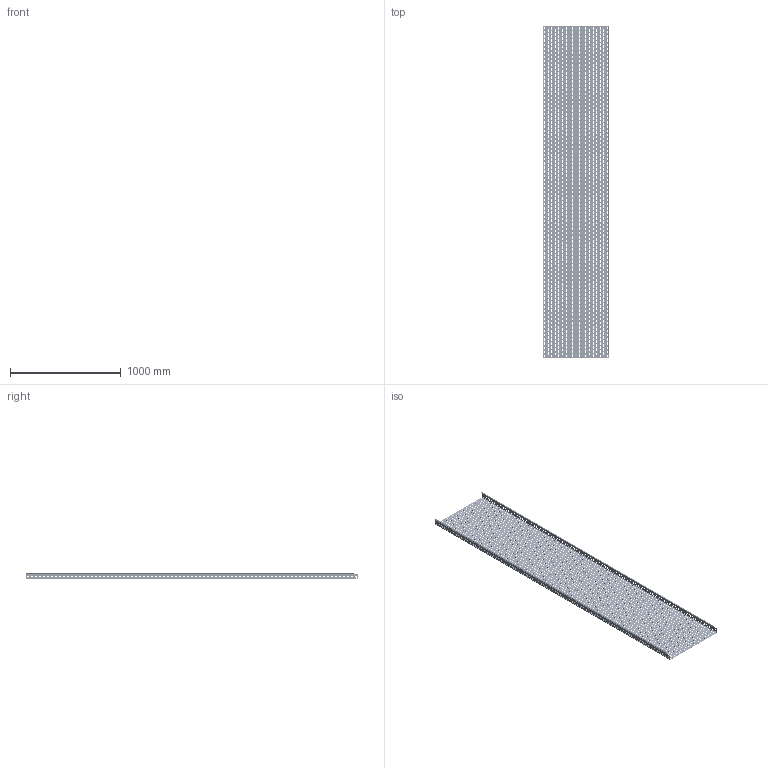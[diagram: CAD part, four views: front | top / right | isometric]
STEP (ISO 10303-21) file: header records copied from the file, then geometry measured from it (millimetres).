
FILE_DESCRIPTION(/* description */ (''),/* implementation_level */ '2;1');
FILE_NAME(/* name */ 'KCJ 600H60 3.stp',/* time_stamp */ '2020-06-22T08:02:21+02:00',/* author */ ('stanislaw.luczak'),/* organization */ (''),/* preprocessor_version */ 'ST-DEVELOPER v18.1',/* originating_system */ 'Autodesk Inventor 2021',/* authorisation */ '');
FILE_SCHEMA (('AUTOMOTIVE_DESIGN { 1 0 10303 214 3 1 1 }'));
Products named in the file (1): 600H60N_KGJ_3M
Bounding box: 602 x 3000 x 60.97 mm (x, y, z)
Volume: 1897765.8 mm3; surface area: 3910536.5 mm2
Topology: 1 solids, 1 shells, 7622 faces, 22882 edges, 15244 vertices
Faces by surface type: cylinder 3812, plane 3802, bspline 4, torus 4
Entity records: 266745 total; most frequent: CARTESIAN_POINT 45781, ORIENTED_EDGE 45764, DIRECTION 45750, EDGE_CURVE 22882, LINE 15252, VECTOR 15252, AXIS2_PLACEMENT_3D 15249, VERTEX_POINT 15244
